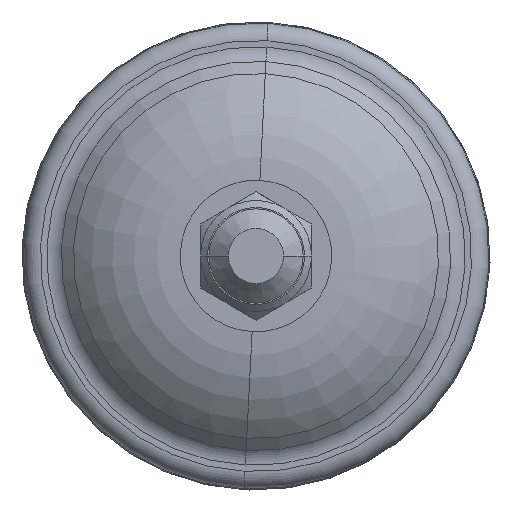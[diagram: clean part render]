
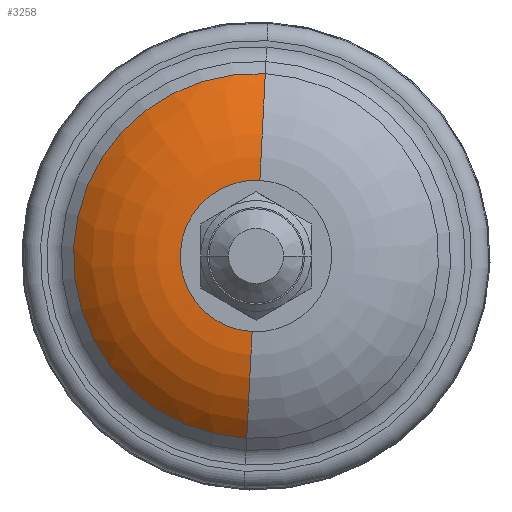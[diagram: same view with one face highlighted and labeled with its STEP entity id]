
A CAD part, left-side view. The second image highlights one B-rep face of the part: STEP entity #3258.
In plain terms, the highlighted toroidal (fillet/blend) face has major radius 10.84 mm and minor radius 22 mm.
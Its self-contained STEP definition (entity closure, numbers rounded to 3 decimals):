
#186 = ORIENTED_EDGE ( 'NONE', *, *, #2482, .T. ) ;
#217 = DIRECTION ( 'NONE',  ( 1., 0., 0. ) ) ;
#226 = CIRCLE ( 'NONE', #3377, 22. ) ;
#299 = DIRECTION ( 'NONE',  ( 0., -0.999, -0.051 ) ) ;
#421 = CIRCLE ( 'NONE', #1528, 26.123 ) ;
#553 = AXIS2_PLACEMENT_3D ( 'NONE', #555, #1632, #1905 ) ;
#555 = CARTESIAN_POINT ( 'NONE',  ( -11.694, 0., 0. ) ) ;
#667 = TOROIDAL_SURFACE ( 'NONE', #1135, 10.84, 22. ) ;
#741 = ORIENTED_EDGE ( 'NONE', *, *, #1345, .F. ) ;
#753 = VERTEX_POINT ( 'NONE', #2235 ) ;
#814 = AXIS2_PLACEMENT_3D ( 'NONE', #2803, #299, #1413 ) ;
#817 = VERTEX_POINT ( 'NONE', #3164 ) ;
#855 = DIRECTION ( 'NONE',  ( 0., 0.999, 0.051 ) ) ;
#905 = DIRECTION ( 'NONE',  ( 1., 0., 0. ) ) ;
#1135 = AXIS2_PLACEMENT_3D ( 'NONE', #3458, #905, #3133 ) ;
#1157 = CIRCLE ( 'NONE', #814, 22. ) ;
#1182 = VERTEX_POINT ( 'NONE', #2632 ) ;
#1207 = ORIENTED_EDGE ( 'NONE', *, *, #3382, .T. ) ;
#1343 = VERTEX_POINT ( 'NONE', #1579 ) ;
#1345 = EDGE_CURVE ( 'NONE', #753, #1343, #421, .T. ) ;
#1413 = DIRECTION ( 'NONE',  ( 0., 0.051, -0.999 ) ) ;
#1528 = AXIS2_PLACEMENT_3D ( 'NONE', #3341, #217, #2733 ) ;
#1579 = CARTESIAN_POINT ( 'NONE',  ( -5.52, -1.331, 26.089 ) ) ;
#1632 = DIRECTION ( 'NONE',  ( 1., 0., 0. ) ) ;
#1905 = DIRECTION ( 'NONE',  ( 0., 0.051, -0.999 ) ) ;
#1939 = CARTESIAN_POINT ( 'NONE',  ( 10.306, -0.552, 10.826 ) ) ;
#2235 = CARTESIAN_POINT ( 'NONE',  ( -5.52, 1.331, -26.089 ) ) ;
#2326 = EDGE_LOOP ( 'NONE', ( #1207, #186, #741, #2839 ) ) ;
#2482 = EDGE_CURVE ( 'NONE', #817, #1343, #226, .T. ) ;
#2556 = EDGE_CURVE ( 'NONE', #1182, #753, #1157, .T. ) ;
#2632 = CARTESIAN_POINT ( 'NONE',  ( -11.694, 0.552, -10.826 ) ) ;
#2733 = DIRECTION ( 'NONE',  ( 0., 0.051, -0.999 ) ) ;
#2803 = CARTESIAN_POINT ( 'NONE',  ( 10.306, 0.552, -10.826 ) ) ;
#2839 = ORIENTED_EDGE ( 'NONE', *, *, #2556, .F. ) ;
#2873 = FACE_OUTER_BOUND ( 'NONE', #2326, .T. ) ;
#3133 = DIRECTION ( 'NONE',  ( 0., 0.051, -0.999 ) ) ;
#3164 = CARTESIAN_POINT ( 'NONE',  ( -11.694, -0.552, 10.826 ) ) ;
#3258 = ADVANCED_FACE ( 'NONE', ( #2873 ), #667, .T. ) ;
#3341 = CARTESIAN_POINT ( 'NONE',  ( -5.52, 0., 0. ) ) ;
#3354 = DIRECTION ( 'NONE',  ( 0., -0.051, 0.999 ) ) ;
#3377 = AXIS2_PLACEMENT_3D ( 'NONE', #1939, #855, #3354 ) ;
#3382 = EDGE_CURVE ( 'NONE', #1182, #817, #3526, .T. ) ;
#3458 = CARTESIAN_POINT ( 'NONE',  ( 10.306, 0., 0. ) ) ;
#3526 = CIRCLE ( 'NONE', #553, 10.84 ) ;
